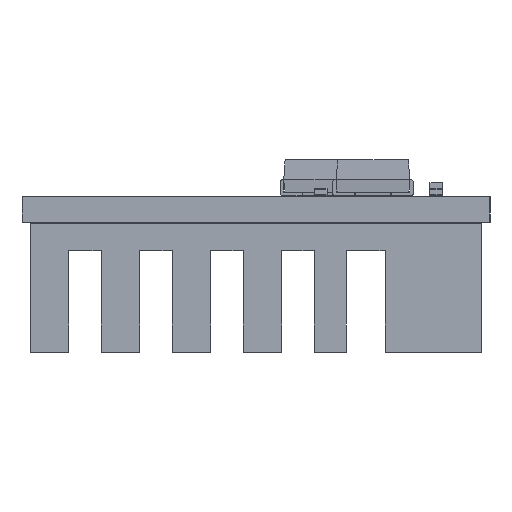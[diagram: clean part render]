
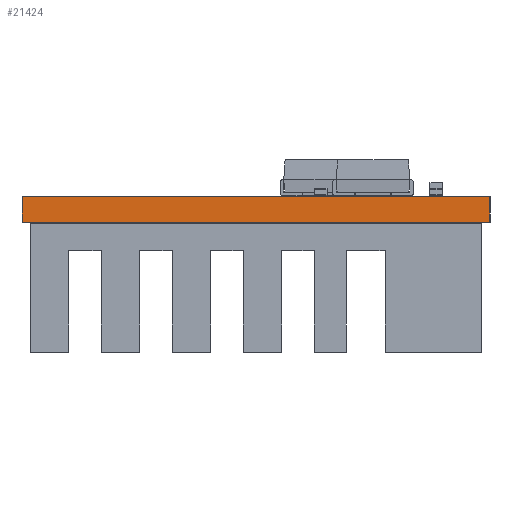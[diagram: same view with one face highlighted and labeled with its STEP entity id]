
A CAD part, left-side view. The second image highlights one B-rep face of the part: STEP entity #21424.
In plain terms, the highlighted planar face has unit normal (-1, 0, 0).
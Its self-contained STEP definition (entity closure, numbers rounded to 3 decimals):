
#19830 = PLANE('',#19831);
#19831 = AXIS2_PLACEMENT_3D('',#19832,#19833,#19834);
#19832 = CARTESIAN_POINT('',(157.5,-87.,0.));
#19833 = DIRECTION('',(0.,1.,0.));
#19834 = DIRECTION('',(1.,0.,0.));
#19858 = PLANE('',#19859);
#19859 = AXIS2_PLACEMENT_3D('',#19860,#19861,#19862);
#19860 = CARTESIAN_POINT('',(185.75,-101.5,1.6));
#19861 = DIRECTION('',(-0.,-0.,-1.));
#19862 = DIRECTION('',(-1.,0.,0.));
#19886 = PLANE('',#19887);
#19887 = AXIS2_PLACEMENT_3D('',#19888,#19889,#19890);
#19888 = CARTESIAN_POINT('',(214.,-116.,0.));
#19889 = DIRECTION('',(0.,-1.,0.));
#19890 = DIRECTION('',(-1.,0.,0.));
#19912 = PLANE('',#19913);
#19913 = AXIS2_PLACEMENT_3D('',#19914,#19915,#19916);
#19914 = CARTESIAN_POINT('',(185.75,-101.5,0.));
#19915 = DIRECTION('',(-0.,-0.,-1.));
#19916 = DIRECTION('',(-1.,0.,0.));
#19927 = EDGE_CURVE('',#19928,#19930,#19932,.T.);
#19928 = VERTEX_POINT('',#19929);
#19929 = CARTESIAN_POINT('',(157.5,-87.,0.));
#19930 = VERTEX_POINT('',#19931);
#19931 = CARTESIAN_POINT('',(157.5,-87.,1.6));
#19932 = SURFACE_CURVE('',#19933,(#19937,#19944),.PCURVE_S1.);
#19933 = LINE('',#19934,#19935);
#19934 = CARTESIAN_POINT('',(157.5,-87.,0.));
#19935 = VECTOR('',#19936,1.);
#19936 = DIRECTION('',(0.,0.,1.));
#19937 = PCURVE('',#19830,#19938);
#19938 = DEFINITIONAL_REPRESENTATION('',(#19939),#19943);
#19939 = LINE('',#19940,#19941);
#19940 = CARTESIAN_POINT('',(0.,0.));
#19941 = VECTOR('',#19942,1.);
#19942 = DIRECTION('',(0.,-1.));
#19943 = ( GEOMETRIC_REPRESENTATION_CONTEXT(2) 
PARAMETRIC_REPRESENTATION_CONTEXT() REPRESENTATION_CONTEXT('2D SPACE',''
  ) );
#19944 = PCURVE('',#19945,#19950);
#19945 = PLANE('',#19946);
#19946 = AXIS2_PLACEMENT_3D('',#19947,#19948,#19949);
#19947 = CARTESIAN_POINT('',(157.5,-116.,0.));
#19948 = DIRECTION('',(-1.,0.,0.));
#19949 = DIRECTION('',(0.,1.,0.));
#19950 = DEFINITIONAL_REPRESENTATION('',(#19951),#19955);
#19951 = LINE('',#19952,#19953);
#19952 = CARTESIAN_POINT('',(29.,0.));
#19953 = VECTOR('',#19954,1.);
#19954 = DIRECTION('',(0.,-1.));
#19955 = ( GEOMETRIC_REPRESENTATION_CONTEXT(2) 
PARAMETRIC_REPRESENTATION_CONTEXT() REPRESENTATION_CONTEXT('2D SPACE',''
  ) );
#20005 = VERTEX_POINT('',#20006);
#20006 = CARTESIAN_POINT('',(157.5,-116.,1.6));
#20027 = EDGE_CURVE('',#20028,#20005,#20030,.T.);
#20028 = VERTEX_POINT('',#20029);
#20029 = CARTESIAN_POINT('',(157.5,-116.,0.));
#20030 = SURFACE_CURVE('',#20031,(#20035,#20042),.PCURVE_S1.);
#20031 = LINE('',#20032,#20033);
#20032 = CARTESIAN_POINT('',(157.5,-116.,0.));
#20033 = VECTOR('',#20034,1.);
#20034 = DIRECTION('',(0.,0.,1.));
#20035 = PCURVE('',#19886,#20036);
#20036 = DEFINITIONAL_REPRESENTATION('',(#20037),#20041);
#20037 = LINE('',#20038,#20039);
#20038 = CARTESIAN_POINT('',(56.5,0.));
#20039 = VECTOR('',#20040,1.);
#20040 = DIRECTION('',(0.,-1.));
#20041 = ( GEOMETRIC_REPRESENTATION_CONTEXT(2) 
PARAMETRIC_REPRESENTATION_CONTEXT() REPRESENTATION_CONTEXT('2D SPACE',''
  ) );
#20042 = PCURVE('',#19945,#20043);
#20043 = DEFINITIONAL_REPRESENTATION('',(#20044),#20048);
#20044 = LINE('',#20045,#20046);
#20045 = CARTESIAN_POINT('',(0.,0.));
#20046 = VECTOR('',#20047,1.);
#20047 = DIRECTION('',(0.,-1.));
#20048 = ( GEOMETRIC_REPRESENTATION_CONTEXT(2) 
PARAMETRIC_REPRESENTATION_CONTEXT() REPRESENTATION_CONTEXT('2D SPACE',''
  ) );
#20076 = EDGE_CURVE('',#20028,#19928,#20077,.T.);
#20077 = SURFACE_CURVE('',#20078,(#20082,#20089),.PCURVE_S1.);
#20078 = LINE('',#20079,#20080);
#20079 = CARTESIAN_POINT('',(157.5,-116.,0.));
#20080 = VECTOR('',#20081,1.);
#20081 = DIRECTION('',(0.,1.,0.));
#20082 = PCURVE('',#19912,#20083);
#20083 = DEFINITIONAL_REPRESENTATION('',(#20084),#20088);
#20084 = LINE('',#20085,#20086);
#20085 = CARTESIAN_POINT('',(28.25,-14.5));
#20086 = VECTOR('',#20087,1.);
#20087 = DIRECTION('',(0.,1.));
#20088 = ( GEOMETRIC_REPRESENTATION_CONTEXT(2) 
PARAMETRIC_REPRESENTATION_CONTEXT() REPRESENTATION_CONTEXT('2D SPACE',''
  ) );
#20089 = PCURVE('',#19945,#20090);
#20090 = DEFINITIONAL_REPRESENTATION('',(#20091),#20095);
#20091 = LINE('',#20092,#20093);
#20092 = CARTESIAN_POINT('',(0.,0.));
#20093 = VECTOR('',#20094,1.);
#20094 = DIRECTION('',(1.,0.));
#20095 = ( GEOMETRIC_REPRESENTATION_CONTEXT(2) 
PARAMETRIC_REPRESENTATION_CONTEXT() REPRESENTATION_CONTEXT('2D SPACE',''
  ) );
#20803 = EDGE_CURVE('',#20005,#19930,#20804,.T.);
#20804 = SURFACE_CURVE('',#20805,(#20809,#20816),.PCURVE_S1.);
#20805 = LINE('',#20806,#20807);
#20806 = CARTESIAN_POINT('',(157.5,-116.,1.6));
#20807 = VECTOR('',#20808,1.);
#20808 = DIRECTION('',(0.,1.,0.));
#20809 = PCURVE('',#19858,#20810);
#20810 = DEFINITIONAL_REPRESENTATION('',(#20811),#20815);
#20811 = LINE('',#20812,#20813);
#20812 = CARTESIAN_POINT('',(28.25,-14.5));
#20813 = VECTOR('',#20814,1.);
#20814 = DIRECTION('',(0.,1.));
#20815 = ( GEOMETRIC_REPRESENTATION_CONTEXT(2) 
PARAMETRIC_REPRESENTATION_CONTEXT() REPRESENTATION_CONTEXT('2D SPACE',''
  ) );
#20816 = PCURVE('',#19945,#20817);
#20817 = DEFINITIONAL_REPRESENTATION('',(#20818),#20822);
#20818 = LINE('',#20819,#20820);
#20819 = CARTESIAN_POINT('',(0.,-1.6));
#20820 = VECTOR('',#20821,1.);
#20821 = DIRECTION('',(1.,0.));
#20822 = ( GEOMETRIC_REPRESENTATION_CONTEXT(2) 
PARAMETRIC_REPRESENTATION_CONTEXT() REPRESENTATION_CONTEXT('2D SPACE',''
  ) );
#21424 = ADVANCED_FACE('',(#21425),#19945,.T.);
#21425 = FACE_BOUND('',#21426,.T.);
#21426 = EDGE_LOOP('',(#21427,#21428,#21429,#21430));
#21427 = ORIENTED_EDGE('',*,*,#20027,.T.);
#21428 = ORIENTED_EDGE('',*,*,#20803,.T.);
#21429 = ORIENTED_EDGE('',*,*,#19927,.F.);
#21430 = ORIENTED_EDGE('',*,*,#20076,.F.);
